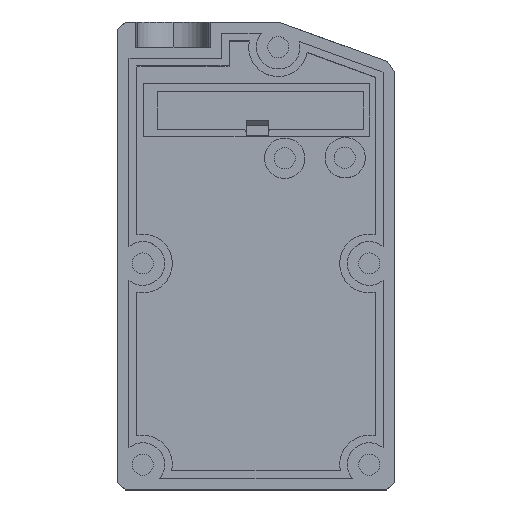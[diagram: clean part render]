
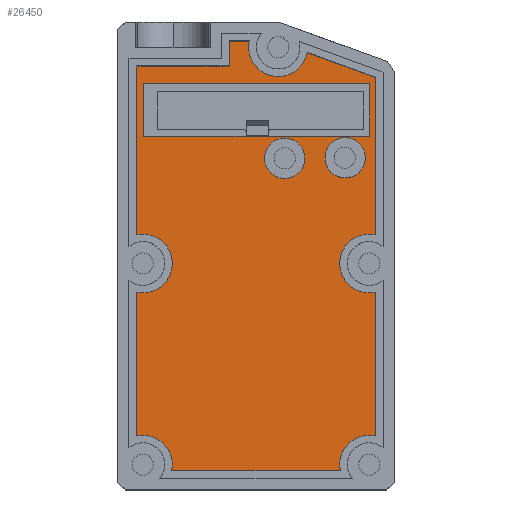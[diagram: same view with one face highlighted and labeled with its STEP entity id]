
A CAD part, top view. The second image highlights one B-rep face of the part: STEP entity #26450.
In plain terms, the highlighted planar face has unit normal (0, 0, 1).
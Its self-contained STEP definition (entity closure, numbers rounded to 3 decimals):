
#170=FACE_BOUND('',#5072,.T.);
#171=FACE_BOUND('',#5073,.T.);
#172=FACE_BOUND('',#5074,.T.);
#2028=CIRCLE('',#27286,4.);
#2030=CIRCLE('',#27290,4.);
#3489=FACE_OUTER_BOUND('',#5071,.T.);
#5071=EDGE_LOOP('',(#24128,#24129,#24130,#24131,#24132,#24133,#24134,#24135,
#24136));
#5072=EDGE_LOOP('',(#24137,#24138,#24139,#24140,#24141,#24142));
#5073=EDGE_LOOP('',(#24143));
#5074=EDGE_LOOP('',(#24144));
#5346=LINE('',#32176,#7902);
#5347=LINE('',#32179,#7903);
#5350=LINE('',#32184,#7906);
#7483=LINE('',#49281,#10039);
#7486=LINE('',#49286,#10042);
#7496=LINE('',#49306,#10052);
#7506=LINE('',#49328,#10062);
#7508=LINE('',#49332,#10064);
#7510=LINE('',#49335,#10066);
#7618=LINE('',#49646,#10174);
#7626=LINE('',#49759,#10182);
#7627=LINE('',#49762,#10183);
#7631=LINE('',#49771,#10187);
#7637=LINE('',#49799,#10193);
#7643=LINE('',#49809,#10199);
#7902=VECTOR('',#27803,10.);
#7903=VECTOR('',#27806,10.);
#7906=VECTOR('',#27811,10.);
#10039=VECTOR('',#31212,10.);
#10042=VECTOR('',#31217,10.);
#10052=VECTOR('',#31229,10.);
#10062=VECTOR('',#31253,10.);
#10064=VECTOR('',#31257,10.);
#10066=VECTOR('',#31261,10.);
#10174=VECTOR('',#31525,10.);
#10182=VECTOR('',#31535,10.);
#10183=VECTOR('',#31538,10.);
#10187=VECTOR('',#31544,10.);
#10193=VECTOR('',#31552,10.);
#10199=VECTOR('',#31560,10.);
#10363=VERTEX_POINT('',#32123);
#10384=VERTEX_POINT('',#32171);
#10385=VERTEX_POINT('',#32178);
#10386=VERTEX_POINT('',#32182);
#12615=VERTEX_POINT('',#49278);
#12616=VERTEX_POINT('',#49280);
#12617=VERTEX_POINT('',#49284);
#12626=VERTEX_POINT('',#49304);
#12631=VERTEX_POINT('',#49327);
#12632=VERTEX_POINT('',#49331);
#12710=VERTEX_POINT('',#49586);
#12712=VERTEX_POINT('',#49593);
#12727=VERTEX_POINT('',#49645);
#12736=VERTEX_POINT('',#49757);
#12737=VERTEX_POINT('',#49761);
#12740=VERTEX_POINT('',#49768);
#12741=VERTEX_POINT('',#49770);
#13011=EDGE_CURVE('',#10384,#10363,#5346,.T.);
#13012=EDGE_CURVE('',#10385,#10384,#5347,.T.);
#13015=EDGE_CURVE('',#10363,#10386,#5350,.T.);
#16358=EDGE_CURVE('',#12615,#12616,#7483,.T.);
#16361=EDGE_CURVE('',#12617,#12616,#7486,.T.);
#16371=EDGE_CURVE('',#12626,#12615,#7496,.F.);
#16381=EDGE_CURVE('',#10386,#12631,#7506,.T.);
#16383=EDGE_CURVE('',#12631,#12632,#7508,.T.);
#16385=EDGE_CURVE('',#12632,#10385,#7510,.T.);
#16497=EDGE_CURVE('',#12710,#12710,#2028,.T.);
#16500=EDGE_CURVE('',#12712,#12712,#2030,.T.);
#16524=EDGE_CURVE('',#12727,#12617,#7618,.T.);
#16537=EDGE_CURVE('',#12736,#12626,#7626,.F.);
#16538=EDGE_CURVE('',#12727,#12737,#7627,.F.);
#16542=EDGE_CURVE('',#12740,#12741,#7631,.F.);
#16549=EDGE_CURVE('',#12737,#12740,#7637,.F.);
#16555=EDGE_CURVE('',#12741,#12736,#7643,.F.);
#24128=ORIENTED_EDGE('',*,*,#16542,.F.);
#24129=ORIENTED_EDGE('',*,*,#16549,.F.);
#24130=ORIENTED_EDGE('',*,*,#16538,.F.);
#24131=ORIENTED_EDGE('',*,*,#16524,.T.);
#24132=ORIENTED_EDGE('',*,*,#16361,.T.);
#24133=ORIENTED_EDGE('',*,*,#16358,.F.);
#24134=ORIENTED_EDGE('',*,*,#16371,.F.);
#24135=ORIENTED_EDGE('',*,*,#16537,.F.);
#24136=ORIENTED_EDGE('',*,*,#16555,.F.);
#24137=ORIENTED_EDGE('',*,*,#16381,.T.);
#24138=ORIENTED_EDGE('',*,*,#16383,.T.);
#24139=ORIENTED_EDGE('',*,*,#16385,.T.);
#24140=ORIENTED_EDGE('',*,*,#13012,.T.);
#24141=ORIENTED_EDGE('',*,*,#13011,.T.);
#24142=ORIENTED_EDGE('',*,*,#13015,.T.);
#24143=ORIENTED_EDGE('',*,*,#16497,.T.);
#24144=ORIENTED_EDGE('',*,*,#16500,.T.);
#25025=PLANE('',#27329);
#26450=ADVANCED_FACE('',(#3489,#170,#171,#172),#25025,.T.);
#27286=AXIS2_PLACEMENT_3D('',#49588,#31461,#31462);
#27290=AXIS2_PLACEMENT_3D('',#49595,#31470,#31471);
#27329=AXIS2_PLACEMENT_3D('',#49825,#31591,#31592);
#27803=DIRECTION('',(-1.,0.,0.));
#27806=DIRECTION('',(-1.,0.,0.));
#27811=DIRECTION('',(-1.,0.,0.));
#31212=DIRECTION('',(-1.,0.,0.));
#31217=DIRECTION('',(0.,-1.,0.));
#31229=DIRECTION('',(0.,-1.,0.));
#31253=DIRECTION('',(0.,1.,0.));
#31257=DIRECTION('',(1.,0.,0.));
#31261=DIRECTION('',(0.,-1.,0.));
#31461=DIRECTION('center_axis',(0.,0.,-1.));
#31462=DIRECTION('ref_axis',(-1.,0.,0.));
#31470=DIRECTION('center_axis',(0.,0.,-1.));
#31471=DIRECTION('ref_axis',(-1.,0.,0.));
#31525=DIRECTION('',(-1.,0.,0.));
#31535=DIRECTION('',(1.,0.,0.));
#31538=DIRECTION('',(0.,-1.,0.));
#31544=DIRECTION('',(-0.94,0.342,0.));
#31552=DIRECTION('',(-1.,0.,0.));
#31560=DIRECTION('',(0.,1.,0.));
#31591=DIRECTION('center_axis',(0.,0.,1.));
#31592=DIRECTION('ref_axis',(1.,0.,0.));
#32123=CARTESIAN_POINT('',(-4.477,20.311,3.75));
#32171=CARTESIAN_POINT('',(0.,20.311,3.75));
#32176=CARTESIAN_POINT('',(-13.677,20.311,3.75));
#32178=CARTESIAN_POINT('',(20.145,20.311,3.75));
#32179=CARTESIAN_POINT('',(-13.677,20.311,3.75));
#32182=CARTESIAN_POINT('',(-24.855,20.311,3.75));
#32184=CARTESIAN_POINT('',(-13.677,20.311,3.75));
#49278=CARTESIAN_POINT('',(-26.25,26.84,3.75));
#49280=CARTESIAN_POINT('',(-27.5,26.84,3.75));
#49281=CARTESIAN_POINT('',(-26.25,26.84,3.75));
#49284=CARTESIAN_POINT('',(-27.5,34.25,3.75));
#49286=CARTESIAN_POINT('',(-27.5,26.84,3.75));
#49304=CARTESIAN_POINT('',(-26.25,-46.25,3.75));
#49306=CARTESIAN_POINT('',(-26.25,19.75,3.75));
#49327=CARTESIAN_POINT('',(-24.855,30.811,3.75));
#49328=CARTESIAN_POINT('',(-24.855,13.656,3.75));
#49331=CARTESIAN_POINT('',(20.145,30.811,3.75));
#49332=CARTESIAN_POINT('',(8.823,30.811,3.75));
#49335=CARTESIAN_POINT('',(20.145,8.406,3.75));
#49586=CARTESIAN_POINT('',(19.226,16.026,3.75));
#49588=CARTESIAN_POINT('Origin',(15.226,16.026,3.75));
#49593=CARTESIAN_POINT('',(7.214,15.927,3.75));
#49595=CARTESIAN_POINT('Origin',(3.214,15.927,3.75));
#49645=CARTESIAN_POINT('',(-26.25,34.25,3.75));
#49646=CARTESIAN_POINT('',(-26.25,34.25,3.75));
#49757=CARTESIAN_POINT('',(21.25,-46.25,3.75));
#49759=CARTESIAN_POINT('',(-16.25,-46.25,3.75));
#49761=CARTESIAN_POINT('',(-26.25,39.25,3.75));
#49762=CARTESIAN_POINT('',(-26.25,19.75,3.75));
#49768=CARTESIAN_POINT('',(1.339,39.25,3.75));
#49770=CARTESIAN_POINT('',(21.25,32.003,3.75));
#49771=CARTESIAN_POINT('',(17.703,33.294,3.75));
#49799=CARTESIAN_POINT('',(-0.25,39.25,3.75));
#49809=CARTESIAN_POINT('',(21.25,-26.75,3.75));
#49825=CARTESIAN_POINT('Origin',(-2.5,-3.5,3.75));
